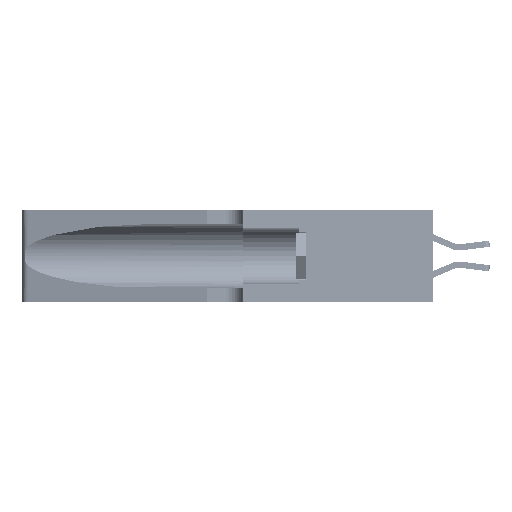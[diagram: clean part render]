
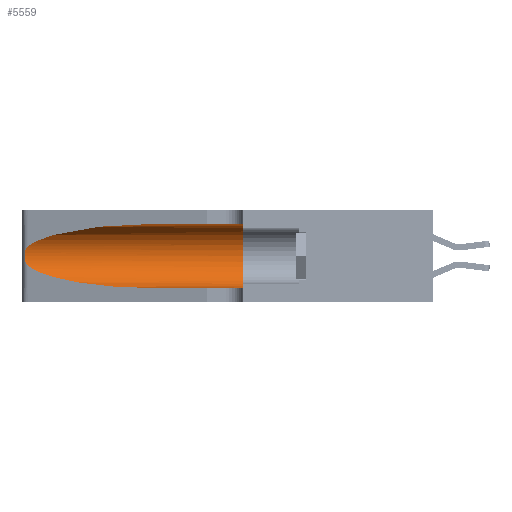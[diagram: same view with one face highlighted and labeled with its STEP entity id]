
A CAD part, left-side view. The second image highlights one B-rep face of the part: STEP entity #5559.
In plain terms, the highlighted cylindrical face has radius 3.308 mm (diameter 6.617 mm), a partial arc.
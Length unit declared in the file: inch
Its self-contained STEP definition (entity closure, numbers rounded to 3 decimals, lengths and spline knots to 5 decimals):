
#890 = AXIS2_PLACEMENT_3D ( 'NONE', #41375, #37911, #15374 ) ;
#955 = FACE_OUTER_BOUND ( 'NONE', #27804, .T. ) ;
#1473 = CARTESIAN_POINT ( 'NONE',  ( 0.2373, 1.15595, 0.28018 ) ) ;
#3278 = EDGE_CURVE ( 'NONE', #15228, #12263, #33787, .T. ) ;
#4970 = CARTESIAN_POINT ( 'NONE',  ( 0.25856, 1.23593, 0.16098 ) ) ;
#5080 = CARTESIAN_POINT ( 'NONE',  ( 0.18966, 0.96281, 0.31525 ) ) ;
#5102 = DIRECTION ( 'NONE',  ( 0., 1., 0. ) ) ;
#5458 = CARTESIAN_POINT ( 'NONE',  ( 0.26017, 1.23833, 0.17102 ) ) ;
#5559 = ADVANCED_FACE ( 'NONE', ( #955 ), #39044, .F. ) ;
#5742 = CARTESIAN_POINT ( 'NONE',  ( 0.18966, 0.96281, 0.05475 ) ) ;
#6192 = CARTESIAN_POINT ( 'NONE',  ( 0.1305, 0.72297, 0.05475 ) ) ;
#8121 = LINE ( 'NONE', #37276, #35703 ) ;
#9254 = ORIENTED_EDGE ( 'NONE', *, *, #24538, .T. ) ;
#9421 = ORIENTED_EDGE ( 'NONE', *, *, #34179, .T. ) ;
#9692 = VERTEX_POINT ( 'NONE', #23123 ) ;
#12263 = VERTEX_POINT ( 'NONE', #28109 ) ;
#12645 = CARTESIAN_POINT ( 'NONE',  ( 0.1305, 1.61858, 0.05475 ) ) ;
#14491 = EDGE_CURVE ( 'NONE', #15228, #9692, #8121, .T. ) ;
#15228 = VERTEX_POINT ( 'NONE', #15783 ) ;
#15374 = DIRECTION ( 'NONE',  ( 0., 0., -1. ) ) ;
#15783 = CARTESIAN_POINT ( 'NONE',  ( 0.1305, 0.72297, 0.31525 ) ) ;
#16194 = CARTESIAN_POINT ( 'NONE',  ( 0.25787, 1.23484, 0.2124 ) ) ;
#16559 = DIRECTION ( 'NONE',  ( 0., -1., 0. ) ) ;
#18529 = EDGE_CURVE ( 'NONE', #9692, #37873, #43588, .T. ) ;
#20002 = CARTESIAN_POINT ( 'NONE',  ( 0.25639, 1.23184, 0.21858 ) ) ;
#20163 = CARTESIAN_POINT ( 'NONE',  ( 0.25487, 1.22718, 0.14631 ) ) ;
#20340 = CARTESIAN_POINT ( 'NONE',  ( 0.26075, 1.23896, 0.178 ) ) ;
#20506 = CARTESIAN_POINT ( 'NONE',  ( 0.25555, 1.22994, 0.2215 ) ) ;
#22702 = CARTESIAN_POINT ( 'NONE',  ( 0.25487, 1.22718, 0.14631 ) ) ;
#23123 = CARTESIAN_POINT ( 'NONE',  ( 0.1305, 0.35, 0.31525 ) ) ;
#23698 = B_SPLINE_CURVE_WITH_KNOTS ( 'NONE', 3,
 ( #42671, #20506, #20002, #16194, #42342, #42835, #27877, #20340, #5458, #4970, #27385, #38719, #31176, #20163 ),
 .UNSPECIFIED., .F., .F.,
 ( 4, 2, 2, 2, 2, 2, 4 ),
 ( 0., 0.00027, 0.00053, 0.00107, 0.0016, 0.00187, 0.00214 ),
 .UNSPECIFIED. ) ;
#24218 = VECTOR ( 'NONE', #16559, 39.37008 ) ;
#24538 = EDGE_CURVE ( 'NONE', #30521, #37873, #43669, .T. ) ;
#25780 = DIRECTION ( 'NONE',  ( 0., -1., 0. ) ) ;
#27385 = CARTESIAN_POINT ( 'NONE',  ( 0.25789, 1.23486, 0.15765 ) ) ;
#27530 = CARTESIAN_POINT ( 'NONE',  ( 0.1305, 0.35, 0.185 ) ) ;
#27804 = EDGE_LOOP ( 'NONE', ( #46087, #47180, #9421, #9254, #33160, #35334 ) ) ;
#27877 = CARTESIAN_POINT ( 'NONE',  ( 0.26075, 1.23896, 0.19203 ) ) ;
#28109 = CARTESIAN_POINT ( 'NONE',  ( 0.25487, 1.22718, 0.22369 ) ) ;
#28177 = CARTESIAN_POINT ( 'NONE',  ( 0.2373, 1.15595, 0.08982 ) ) ;
#28501 = CARTESIAN_POINT ( 'NONE',  ( 0.25487, 1.22718, 0.14631 ) ) ;
#29246 = AXIS2_PLACEMENT_3D ( 'NONE', #27530, #5102, #31311 ) ;
#30521 = VERTEX_POINT ( 'NONE', #6192 ) ;
#31176 = CARTESIAN_POINT ( 'NONE',  ( 0.25555, 1.22993, 0.14849 ) ) ;
#31311 = DIRECTION ( 'NONE',  ( 0., 0., 1. ) ) ;
#33160 = ORIENTED_EDGE ( 'NONE', *, *, #18529, .F. ) ;
#33787 =( BOUNDED_CURVE ( )  B_SPLINE_CURVE ( 3, ( #34884, #5080, #1473, #47537 ),
 .UNSPECIFIED., .F., .T. ) 
 B_SPLINE_CURVE_WITH_KNOTS ( ( 4, 4 ),
 ( 1.5708, 2.84003 ),
 .UNSPECIFIED. ) 
 CURVE ( )  GEOMETRIC_REPRESENTATION_ITEM ( )  RATIONAL_B_SPLINE_CURVE ( ( 1., 0.87, 0.87, 1. ) ) 
 REPRESENTATION_ITEM ( '' )  );
#34179 = EDGE_CURVE ( 'NONE', #38923, #30521, #44816, .T. ) ;
#34884 = CARTESIAN_POINT ( 'NONE',  ( 0.1305, 0.72297, 0.31525 ) ) ;
#35334 = ORIENTED_EDGE ( 'NONE', *, *, #14491, .F. ) ;
#35703 = VECTOR ( 'NONE', #25780, 39.37008 ) ;
#36041 = CARTESIAN_POINT ( 'NONE',  ( 0.1305, 0.72297, 0.05475 ) ) ;
#37276 = CARTESIAN_POINT ( 'NONE',  ( 0.1305, 1.61858, 0.31525 ) ) ;
#37873 = VERTEX_POINT ( 'NONE', #43369 ) ;
#37911 = DIRECTION ( 'NONE',  ( 0., -1., 0. ) ) ;
#38719 = CARTESIAN_POINT ( 'NONE',  ( 0.25639, 1.23186, 0.15144 ) ) ;
#38923 = VERTEX_POINT ( 'NONE', #22702 ) ;
#39044 = CYLINDRICAL_SURFACE ( 'NONE', #890, 0.13025 ) ;
#41375 = CARTESIAN_POINT ( 'NONE',  ( 0.1305, 1.61858, 0.185 ) ) ;
#42342 = CARTESIAN_POINT ( 'NONE',  ( 0.25854, 1.2359, 0.20912 ) ) ;
#42671 = CARTESIAN_POINT ( 'NONE',  ( 0.25487, 1.22718, 0.22369 ) ) ;
#42835 = CARTESIAN_POINT ( 'NONE',  ( 0.26018, 1.23835, 0.19895 ) ) ;
#43369 = CARTESIAN_POINT ( 'NONE',  ( 0.1305, 0.35, 0.05475 ) ) ;
#43588 = CIRCLE ( 'NONE', #29246, 0.13025 ) ;
#43669 = LINE ( 'NONE', #12645, #24218 ) ;
#44816 =( BOUNDED_CURVE ( )  B_SPLINE_CURVE ( 3, ( #28501, #28177, #5742, #36041 ),
 .UNSPECIFIED., .F., .T. ) 
 B_SPLINE_CURVE_WITH_KNOTS ( ( 4, 4 ),
 ( 3.44316, 4.71239 ),
 .UNSPECIFIED. ) 
 CURVE ( )  GEOMETRIC_REPRESENTATION_ITEM ( )  RATIONAL_B_SPLINE_CURVE ( ( 1., 0.87, 0.87, 1. ) ) 
 REPRESENTATION_ITEM ( '' )  );
#45697 = EDGE_CURVE ( 'NONE', #12263, #38923, #23698, .T. ) ;
#46087 = ORIENTED_EDGE ( 'NONE', *, *, #3278, .T. ) ;
#47180 = ORIENTED_EDGE ( 'NONE', *, *, #45697, .T. ) ;
#47537 = CARTESIAN_POINT ( 'NONE',  ( 0.25487, 1.22718, 0.22369 ) ) ;
